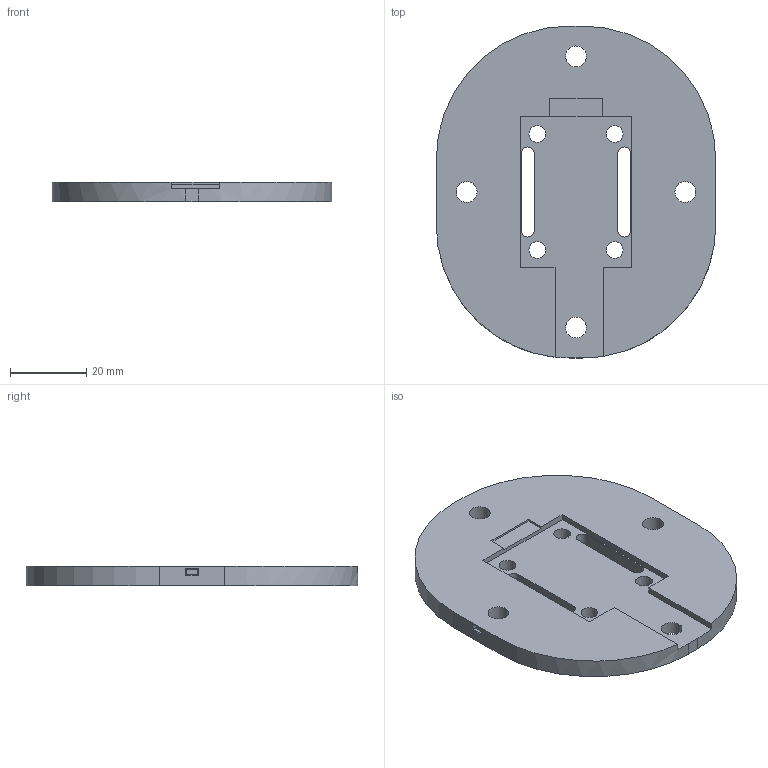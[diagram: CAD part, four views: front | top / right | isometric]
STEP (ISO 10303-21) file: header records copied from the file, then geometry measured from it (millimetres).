
FILE_DESCRIPTION(/* description */ (''),/* implementation_level */ '2;1');
FILE_NAME(/* name */ 'ESP32HolderV1.step',/* time_stamp */ '2025-05-05T21:59:52+02:00',/* author */ (''),/* organization */ (''),/* preprocessor_version */ 'ST-DEVELOPER v20.1',/* originating_system */ 'Autodesk Translation Framework v14.4.0.0',/* authorisation */ '');
FILE_SCHEMA (('AUTOMOTIVE_DESIGN { 1 0 10303 214 3 1 1 }'));
Length unit declared in the file: millimetre
Products named in the file (1): Holder
Bounding box: 73.5 x 87.28 x 5 mm (x, y, z)
Volume: 23240.3 mm3; surface area: 12537.3 mm2
Topology: 1 solids, 1 shells, 56 faces, 148 edges, 96 vertices
Faces by surface type: plane 40, cylinder 16
Full cylindrical faces by diameter (mm): 4.4 x4, 5.49 x4
Entity records: 1795 total; most frequent: CARTESIAN_POINT 301, ORIENTED_EDGE 296, DIRECTION 296, EDGE_CURVE 148, LINE 114, VECTOR 114, VERTEX_POINT 96, AXIS2_PLACEMENT_3D 91
